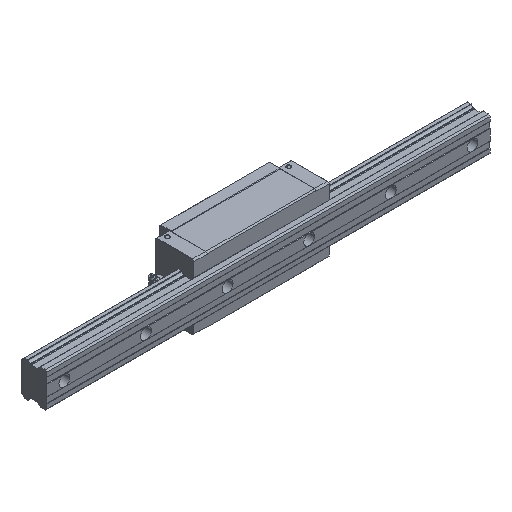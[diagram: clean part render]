
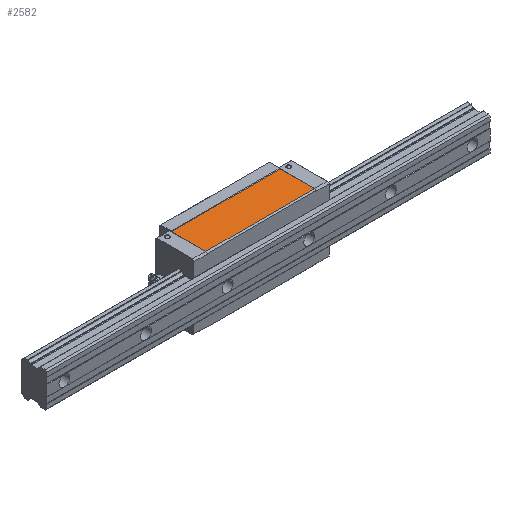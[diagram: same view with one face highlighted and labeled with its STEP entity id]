
A CAD part, isometric view. The second image highlights one B-rep face of the part: STEP entity #2582.
In plain terms, the highlighted planar face has unit normal (0, 0, 1).
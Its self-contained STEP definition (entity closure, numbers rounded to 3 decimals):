
#1374 = EDGE_CURVE( '', #2164, #2084, #3945, .T. );
#1760 = EDGE_CURVE( '', #2966, #2718, #4373, .T. );
#2084 = VERTEX_POINT( '', #4731 );
#2164 = VERTEX_POINT( '', #4819 );
#2582 = ADVANCED_FACE( '', ( #5281 ), #5282, .T. );
#2718 = VERTEX_POINT( '', #5431 );
#2966 = VERTEX_POINT( '', #5707 );
#3168 = EDGE_CURVE( '', #2718, #2084, #5940, .T. );
#3796 = EDGE_CURVE( '', #2966, #2164, #6624, .T. );
#3945 = LINE( '', #6798, #6799 );
#4373 = LINE( '', #7501, #7502 );
#4731 = CARTESIAN_POINT( '', ( 192.5, 10.53, 42.5 ) );
#4819 = CARTESIAN_POINT( '', ( 332.5, 10.53, 42.5 ) );
#5281 = FACE_OUTER_BOUND( '', #8845, .T. );
#5282 = PLANE( '', #8846 );
#5431 = CARTESIAN_POINT( '', ( 192.5, 54.6, 42.5 ) );
#5707 = CARTESIAN_POINT( '', ( 332.5, 54.6, 42.5 ) );
#5940 = LINE( '', #9801, #9802 );
#6624 = LINE( '', #10868, #10869 );
#6798 = CARTESIAN_POINT( '', ( 332.5, 10.53, 42.5 ) );
#6799 = VECTOR( '', #11044, 1. );
#7501 = CARTESIAN_POINT( '', ( 332.5, 54.6, 42.5 ) );
#7502 = VECTOR( '', #11625, 1. );
#8845 = EDGE_LOOP( '', ( #12629, #12630, #12631, #12632 ) );
#8846 = AXIS2_PLACEMENT_3D( '', #12633, #12634, #12635 );
#9801 = CARTESIAN_POINT( '', ( 192.5, 54.6, 42.5 ) );
#9802 = VECTOR( '', #13444, 1. );
#10868 = CARTESIAN_POINT( '', ( 332.5, 54.6, 42.5 ) );
#10869 = VECTOR( '', #14189, 1. );
#11044 = DIRECTION( '', ( -1., 0., 0. ) );
#11625 = DIRECTION( '', ( -1., 0., 0. ) );
#12629 = ORIENTED_EDGE( '', *, *, #3168, .T. );
#12630 = ORIENTED_EDGE( '', *, *, #1374, .F. );
#12631 = ORIENTED_EDGE( '', *, *, #3796, .F. );
#12632 = ORIENTED_EDGE( '', *, *, #1760, .T. );
#12633 = CARTESIAN_POINT( '', ( 332.5, 54.6, 42.5 ) );
#12634 = DIRECTION( '', ( 0., 0., 1. ) );
#12635 = DIRECTION( '', ( 0., 1., 0. ) );
#13444 = DIRECTION( '', ( 0., -1., 0. ) );
#14189 = DIRECTION( '', ( 0., -1., 0. ) );
